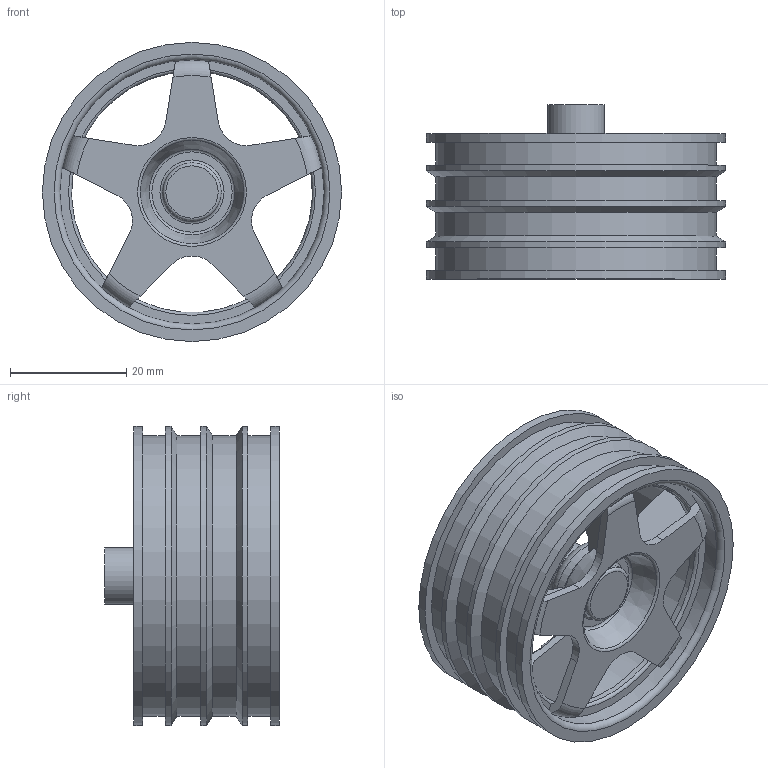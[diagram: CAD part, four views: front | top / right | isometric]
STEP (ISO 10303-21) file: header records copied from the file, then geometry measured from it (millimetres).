
FILE_DESCRIPTION(/* description */ ('STEP AP242','CAx-IF Rec.Pracs.---Representation and Presentation of Product Manufacturing Information (PMI)---4.0---2014-10-13','CAx-IF Rec.Pracs.---3D Tessellated Geometry---0.4---2014-09-14','2;1'),/* implementation_level */ '2;1');
FILE_NAME(/* name */ 'Assembly 1 (51)',/* time_stamp */ '2025-01-01T15:34:09Z',/* author */ (''),/* organization */ (''),/* preprocessor_version */ 'ST-DEVELOPER v20',/* originating_system */ 'ONSHAPE BY PTC INC, 1.191',/* authorisation */ ' ');
FILE_SCHEMA (('AP242_MANAGED_MODEL_BASED_3D_ENGINEERING_MIM_LF { 1 0 10303 442 1 1 4 }'));
Length unit declared in the file: millimetre
Products named in the file (1): id2
Bounding box: 51.4 x 30 x 51.4 mm (x, y, z)
Volume: 11263.1 mm3; surface area: 14767.1 mm2
Topology: 1 solids, 1 shells, 139 faces, 394 edges, 259 vertices
Faces by surface type: plane 68, torus 37, cylinder 25, cone 9
Full cylindrical faces by diameter (mm): 5.5 x1, 9.8 x1, 10 x1, 15 x1, 45.4 x2, 48.2 x4, 51.4 x5
Entity records: 4483 total; most frequent: CARTESIAN_POINT 1007, ORIENTED_EDGE 726, DIRECTION 698, EDGE_CURVE 363, AXIS2_PLACEMENT_3D 275, VERTEX_POINT 254, EDGE_LOOP 177, FACE_BOUND 177
